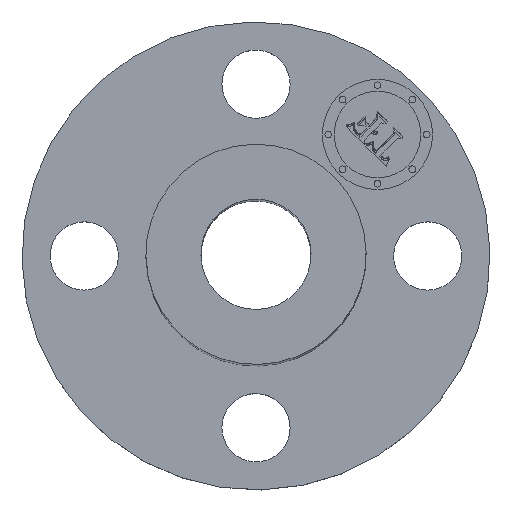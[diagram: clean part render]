
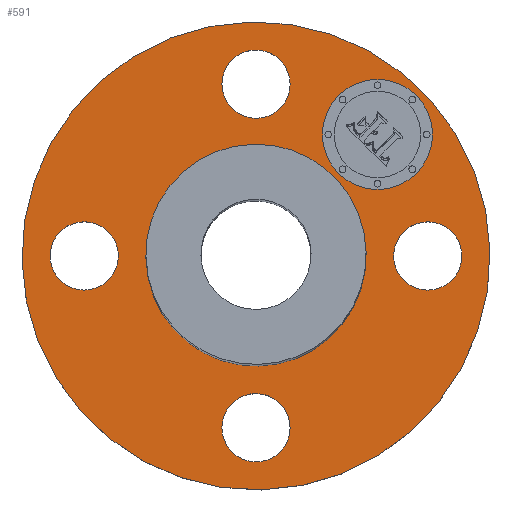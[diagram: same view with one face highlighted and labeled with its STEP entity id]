
A CAD part, top view. The second image highlights one B-rep face of the part: STEP entity #591.
In plain terms, the highlighted planar face has unit normal (0, 0, 1).
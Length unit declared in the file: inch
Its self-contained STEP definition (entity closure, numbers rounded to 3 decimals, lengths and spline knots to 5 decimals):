
#51=AXIS2_PLACEMENT_3D('Circle Axis2P3D',#49,#50,$) ;
#182=AXIS2_PLACEMENT_3D('Circle Axis2P3D',#180,#181,$) ;
#206=AXIS2_PLACEMENT_3D('Circle Axis2P3D',#204,#205,$) ;
#225=AXIS2_PLACEMENT_3D('Circle Axis2P3D',#223,#224,$) ;
#242=AXIS2_PLACEMENT_3D('Circle Axis2P3D',#240,#241,$) ;
#277=AXIS2_PLACEMENT_3D('Circle Axis2P3D',#275,#276,$) ;
#429=AXIS2_PLACEMENT_3D('Circle Axis2P3D',#427,#428,$) ;
#448=AXIS2_PLACEMENT_3D('Circle Axis2P3D',#446,#447,$) ;
#472=AXIS2_PLACEMENT_3D('Circle Axis2P3D',#470,#471,$) ;
#491=AXIS2_PLACEMENT_3D('Circle Axis2P3D',#489,#490,$) ;
#515=AXIS2_PLACEMENT_3D('Circle Axis2P3D',#513,#514,$) ;
#534=AXIS2_PLACEMENT_3D('Circle Axis2P3D',#532,#533,$) ;
#547=AXIS2_PLACEMENT_3D('Plane Axis2P3D',#544,#545,#546) ;
#575=AXIS2_PLACEMENT_3D('Circle Axis2P3D',#573,#574,$) ;
#584=AXIS2_PLACEMENT_3D('Circle Axis2P3D',#582,#583,$) ;
#44=CARTESIAN_POINT('Vertex',(1.28795,-0.14862,0.4975)) ;
#49=CARTESIAN_POINT('Axis2P3D Location',(1.56,0.,0.4975)) ;
#53=CARTESIAN_POINT('Vertex',(1.83205,0.14862,0.4975)) ;
#180=CARTESIAN_POINT('Axis2P3D Location',(1.56,0.,0.4975)) ;
#201=CARTESIAN_POINT('Vertex',(-1.01878,-1.86486,0.4975)) ;
#204=CARTESIAN_POINT('Axis2P3D Location',(0.,0.,0.4975)) ;
#208=CARTESIAN_POINT('Vertex',(1.01878,1.86486,0.4975)) ;
#223=CARTESIAN_POINT('Axis2P3D Location',(0.,0.,0.4975)) ;
#240=CARTESIAN_POINT('Axis2P3D Location',(0.,0.,0.4975)) ;
#244=CARTESIAN_POINT('Vertex',(0.47943,0.87758,0.4975)) ;
#246=CARTESIAN_POINT('Vertex',(-0.47943,-0.87758,0.4975)) ;
#275=CARTESIAN_POINT('Axis2P3D Location',(0.,0.,0.4975)) ;
#424=CARTESIAN_POINT('Vertex',(-0.14862,-1.28795,0.4975)) ;
#427=CARTESIAN_POINT('Axis2P3D Location',(0.,-1.56,0.4975)) ;
#431=CARTESIAN_POINT('Vertex',(0.14862,-1.83205,0.4975)) ;
#446=CARTESIAN_POINT('Axis2P3D Location',(0.,-1.56,0.4975)) ;
#467=CARTESIAN_POINT('Vertex',(-1.28795,0.14862,0.4975)) ;
#470=CARTESIAN_POINT('Axis2P3D Location',(-1.56,0.,0.4975)) ;
#474=CARTESIAN_POINT('Vertex',(-1.83205,-0.14862,0.4975)) ;
#489=CARTESIAN_POINT('Axis2P3D Location',(-1.56,0.,0.4975)) ;
#510=CARTESIAN_POINT('Vertex',(0.14862,1.28795,0.4975)) ;
#513=CARTESIAN_POINT('Axis2P3D Location',(0.,1.56,0.4975)) ;
#517=CARTESIAN_POINT('Vertex',(-0.14862,1.83205,0.4975)) ;
#532=CARTESIAN_POINT('Axis2P3D Location',(0.,1.56,0.4975)) ;
#544=CARTESIAN_POINT('Axis2P3D Location',(0.,2.125,0.4975)) ;
#573=CARTESIAN_POINT('Axis2P3D Location',(1.10309,1.10309,0.4975)) ;
#577=CARTESIAN_POINT('Vertex',(1.45664,0.74953,0.4975)) ;
#579=CARTESIAN_POINT('Vertex',(0.74953,1.45664,0.4975)) ;
#582=CARTESIAN_POINT('Axis2P3D Location',(1.10309,1.10309,0.4975)) ;
#50=DIRECTION('Axis2P3D Direction',(0.,-0.,0.039)) ;
#181=DIRECTION('Axis2P3D Direction',(0.,-0.,0.039)) ;
#205=DIRECTION('Axis2P3D Direction',(0.,0.,-0.039)) ;
#224=DIRECTION('Axis2P3D Direction',(0.,0.,-0.039)) ;
#241=DIRECTION('Axis2P3D Direction',(0.,0.,-0.039)) ;
#276=DIRECTION('Axis2P3D Direction',(0.,0.,-0.039)) ;
#428=DIRECTION('Axis2P3D Direction',(0.,0.,0.039)) ;
#447=DIRECTION('Axis2P3D Direction',(0.,0.,0.039)) ;
#471=DIRECTION('Axis2P3D Direction',(0.,0.,0.039)) ;
#490=DIRECTION('Axis2P3D Direction',(0.,0.,0.039)) ;
#514=DIRECTION('Axis2P3D Direction',(0.,-0.,0.039)) ;
#533=DIRECTION('Axis2P3D Direction',(0.,-0.,0.039)) ;
#545=DIRECTION('Axis2P3D Direction',(0.,0.,-0.039)) ;
#546=DIRECTION('Axis2P3D XDirection',(0.039,0.,0.)) ;
#574=DIRECTION('Axis2P3D Direction',(0.,0.,-0.039)) ;
#583=DIRECTION('Axis2P3D Direction',(0.,0.,-0.039)) ;
#550=ORIENTED_EDGE('',*,*,#227,.F.) ;
#551=ORIENTED_EDGE('',*,*,#210,.F.) ;
#554=ORIENTED_EDGE('',*,*,#55,.T.) ;
#555=ORIENTED_EDGE('',*,*,#184,.T.) ;
#558=ORIENTED_EDGE('',*,*,#279,.T.) ;
#559=ORIENTED_EDGE('',*,*,#248,.T.) ;
#562=ORIENTED_EDGE('',*,*,#450,.T.) ;
#563=ORIENTED_EDGE('',*,*,#433,.T.) ;
#566=ORIENTED_EDGE('',*,*,#493,.T.) ;
#567=ORIENTED_EDGE('',*,*,#476,.T.) ;
#570=ORIENTED_EDGE('',*,*,#536,.T.) ;
#571=ORIENTED_EDGE('',*,*,#519,.T.) ;
#588=ORIENTED_EDGE('',*,*,#581,.F.) ;
#589=ORIENTED_EDGE('',*,*,#586,.F.) ;
#556=FACE_BOUND('',#553,.T.) ;
#560=FACE_BOUND('',#557,.T.) ;
#564=FACE_BOUND('',#561,.T.) ;
#568=FACE_BOUND('',#565,.T.) ;
#572=FACE_BOUND('',#569,.T.) ;
#590=FACE_BOUND('',#587,.T.) ;
#591=ADVANCED_FACE('PartBody',(#552,#556,#560,#564,#568,#572,#590),#548,.F.) ;
#52=CIRCLE('generated circle',#51,0.31) ;
#183=CIRCLE('generated circle',#182,0.31) ;
#207=CIRCLE('generated circle',#206,2.125) ;
#226=CIRCLE('generated circle',#225,2.125) ;
#243=CIRCLE('generated circle',#242,1.) ;
#278=CIRCLE('generated circle',#277,1.) ;
#430=CIRCLE('generated circle',#429,0.31) ;
#449=CIRCLE('generated circle',#448,0.31) ;
#473=CIRCLE('generated circle',#472,0.31) ;
#492=CIRCLE('generated circle',#491,0.31) ;
#516=CIRCLE('generated circle',#515,0.31) ;
#535=CIRCLE('generated circle',#534,0.31) ;
#576=CIRCLE('generated circle',#575,0.5) ;
#585=CIRCLE('generated circle',#584,0.5) ;
#55=EDGE_CURVE('',#54,#45,#52,.F.) ;
#184=EDGE_CURVE('',#45,#54,#183,.F.) ;
#210=EDGE_CURVE('',#202,#209,#207,.T.) ;
#227=EDGE_CURVE('',#209,#202,#226,.T.) ;
#248=EDGE_CURVE('',#245,#247,#243,.T.) ;
#279=EDGE_CURVE('',#247,#245,#278,.T.) ;
#433=EDGE_CURVE('',#432,#425,#430,.F.) ;
#450=EDGE_CURVE('',#425,#432,#449,.F.) ;
#476=EDGE_CURVE('',#475,#468,#473,.F.) ;
#493=EDGE_CURVE('',#468,#475,#492,.F.) ;
#519=EDGE_CURVE('',#518,#511,#516,.F.) ;
#536=EDGE_CURVE('',#511,#518,#535,.F.) ;
#581=EDGE_CURVE('',#578,#580,#576,.F.) ;
#586=EDGE_CURVE('',#580,#578,#585,.F.) ;
#549=EDGE_LOOP('',(#550,#551)) ;
#553=EDGE_LOOP('',(#554,#555)) ;
#557=EDGE_LOOP('',(#558,#559)) ;
#561=EDGE_LOOP('',(#562,#563)) ;
#565=EDGE_LOOP('',(#566,#567)) ;
#569=EDGE_LOOP('',(#570,#571)) ;
#587=EDGE_LOOP('',(#588,#589)) ;
#552=FACE_OUTER_BOUND('',#549,.T.) ;
#548=PLANE('',#547) ;
#45=VERTEX_POINT('',#44) ;
#54=VERTEX_POINT('',#53) ;
#202=VERTEX_POINT('',#201) ;
#209=VERTEX_POINT('',#208) ;
#245=VERTEX_POINT('',#244) ;
#247=VERTEX_POINT('',#246) ;
#425=VERTEX_POINT('',#424) ;
#432=VERTEX_POINT('',#431) ;
#468=VERTEX_POINT('',#467) ;
#475=VERTEX_POINT('',#474) ;
#511=VERTEX_POINT('',#510) ;
#518=VERTEX_POINT('',#517) ;
#578=VERTEX_POINT('',#577) ;
#580=VERTEX_POINT('',#579) ;
